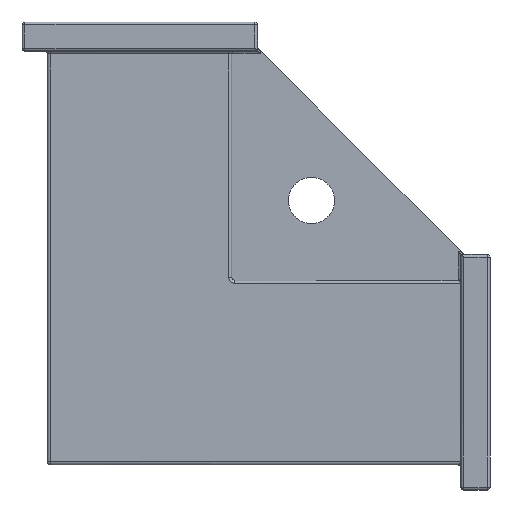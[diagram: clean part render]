
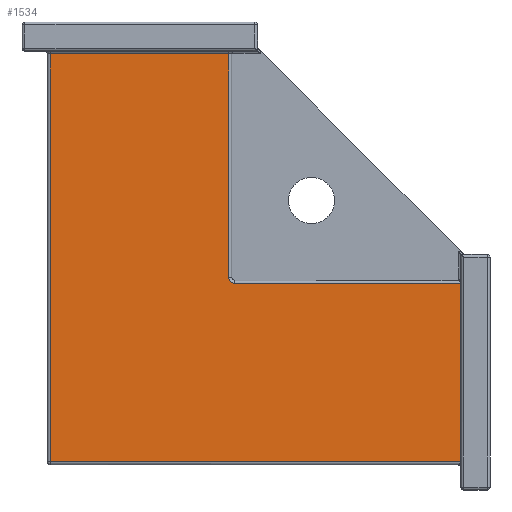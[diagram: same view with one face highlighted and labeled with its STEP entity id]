
A CAD part, front view. The second image highlights one B-rep face of the part: STEP entity #1534.
In plain terms, the highlighted planar face has unit normal (0, -1, 0).
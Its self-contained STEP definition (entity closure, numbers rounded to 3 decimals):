
#779 = VERTEX_POINT('',#780);
#780 = CARTESIAN_POINT('',(1.,-63.5,141.4));
#805 = VERTEX_POINT('',#806);
#806 = CARTESIAN_POINT('',(62.5,-63.5,141.4));
#829 = EDGE_CURVE('',#779,#805,#830,.T.);
#830 = LINE('',#831,#832);
#831 = CARTESIAN_POINT('',(0.,-63.5,141.4));
#832 = VECTOR('',#833,1.);
#833 = DIRECTION('',(1.,0.,0.));
#1490 = EDGE_CURVE('',#779,#1491,#1493,.T.);
#1491 = VERTEX_POINT('',#1492);
#1492 = CARTESIAN_POINT('',(1.,-63.5,1.));
#1493 = LINE('',#1494,#1495);
#1494 = CARTESIAN_POINT('',(1.,-63.5,142.4));
#1495 = VECTOR('',#1496,1.);
#1496 = DIRECTION('',(0.,0.,-1.));
#1514 = VERTEX_POINT('',#1515);
#1515 = CARTESIAN_POINT('',(62.5,-63.5,64.5));
#1524 = EDGE_CURVE('',#1514,#805,#1525,.T.);
#1525 = LINE('',#1526,#1527);
#1526 = CARTESIAN_POINT('',(62.5,-63.5,63.5));
#1527 = VECTOR('',#1528,1.);
#1528 = DIRECTION('',(0.,0.,1.));
#1534 = ADVANCED_FACE('',(#1535),#1571,.F.);
#1535 = FACE_BOUND('',#1536,.F.);
#1536 = EDGE_LOOP('',(#1537,#1547,#1553,#1554,#1555,#1556,#1565));
#1537 = ORIENTED_EDGE('',*,*,#1538,.T.);
#1538 = EDGE_CURVE('',#1539,#1541,#1543,.T.);
#1539 = VERTEX_POINT('',#1540);
#1540 = CARTESIAN_POINT('',(142.4,-63.5,62.5));
#1541 = VERTEX_POINT('',#1542);
#1542 = CARTESIAN_POINT('',(142.4,-63.5,1.));
#1543 = LINE('',#1544,#1545);
#1544 = CARTESIAN_POINT('',(142.4,-63.5,47.555));
#1545 = VECTOR('',#1546,1.);
#1546 = DIRECTION('',(0.,0.,-1.));
#1547 = ORIENTED_EDGE('',*,*,#1548,.F.);
#1548 = EDGE_CURVE('',#1491,#1541,#1549,.T.);
#1549 = LINE('',#1550,#1551);
#1550 = CARTESIAN_POINT('',(0.,-63.5,1.));
#1551 = VECTOR('',#1552,1.);
#1552 = DIRECTION('',(1.,0.,0.));
#1553 = ORIENTED_EDGE('',*,*,#1490,.F.);
#1554 = ORIENTED_EDGE('',*,*,#829,.T.);
#1555 = ORIENTED_EDGE('',*,*,#1524,.F.);
#1556 = ORIENTED_EDGE('',*,*,#1557,.F.);
#1557 = EDGE_CURVE('',#1558,#1514,#1560,.T.);
#1558 = VERTEX_POINT('',#1559);
#1559 = CARTESIAN_POINT('',(64.5,-63.5,62.5));
#1560 = CIRCLE('',#1561,2.);
#1561 = AXIS2_PLACEMENT_3D('',#1562,#1563,#1564);
#1562 = CARTESIAN_POINT('',(64.5,-63.5,64.5));
#1563 = DIRECTION('',(0.,1.,0.));
#1564 = DIRECTION('',(0.,0.,-1.));
#1565 = ORIENTED_EDGE('',*,*,#1566,.F.);
#1566 = EDGE_CURVE('',#1539,#1558,#1567,.T.);
#1567 = LINE('',#1568,#1569);
#1568 = CARTESIAN_POINT('',(142.4,-63.5,62.5));
#1569 = VECTOR('',#1570,1.);
#1570 = DIRECTION('',(-1.,-0.,0.));
#1571 = PLANE('',#1572);
#1572 = AXIS2_PLACEMENT_3D('',#1573,#1574,#1575);
#1573 = CARTESIAN_POINT('',(63.235,-63.5,63.235));
#1574 = DIRECTION('',(0.,1.,0.));
#1575 = DIRECTION('',(0.,0.,1.));
